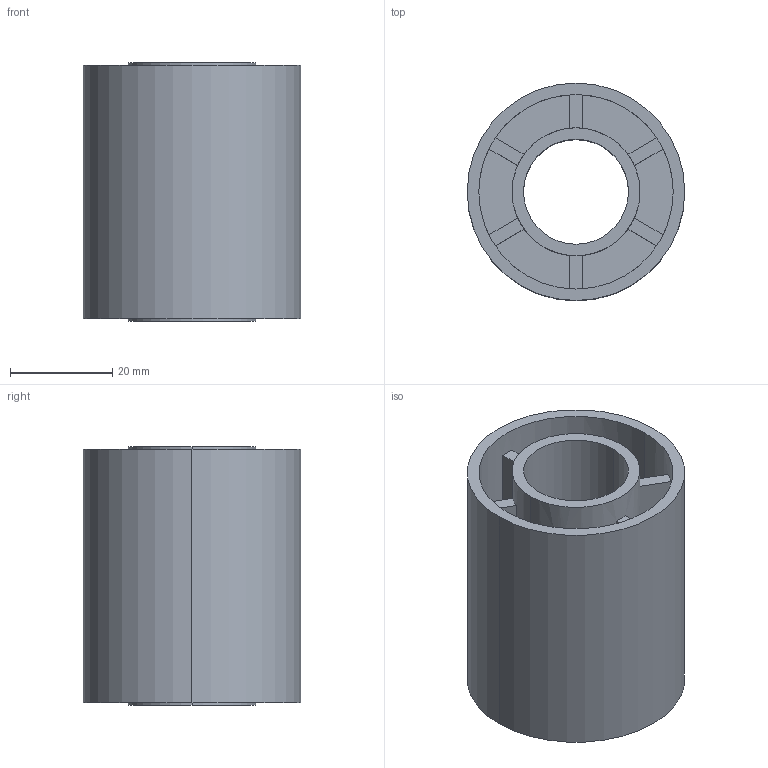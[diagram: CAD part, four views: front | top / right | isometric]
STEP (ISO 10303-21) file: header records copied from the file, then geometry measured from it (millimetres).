
FILE_DESCRIPTION (( 'STEP AP214' ), '1' );
FILE_NAME ('A3040CA4-B30D-465E-8673-380D8A6FB97F.STEP', '2023-08-01T13:49:20', ( '' ), ( '' ), 'SwSTEP 2.0', 'SolidWorks 2022', '' );
FILE_SCHEMA (( 'AUTOMOTIVE_DESIGN' ));
Length unit declared in the file: millimetre
Products named in the file (1): A3040CA4-B30D-465E-8673-380D8A6FB97F
Bounding box: 42.5 x 42.5 x 50.5 mm (x, y, z)
Volume: 28291 mm3; surface area: 22858.5 mm2
Topology: 1 solids, 1 shells, 64 faces, 180 edges, 120 vertices
Faces by surface type: plane 52, cylinder 12
Entity records: 2134 total; most frequent: DIRECTION 382, CARTESIAN_POINT 365, ORIENTED_EDGE 360, EDGE_CURVE 180, AXIS2_PLACEMENT_3D 137, VERTEX_POINT 120, VECTOR 108, LINE 108
